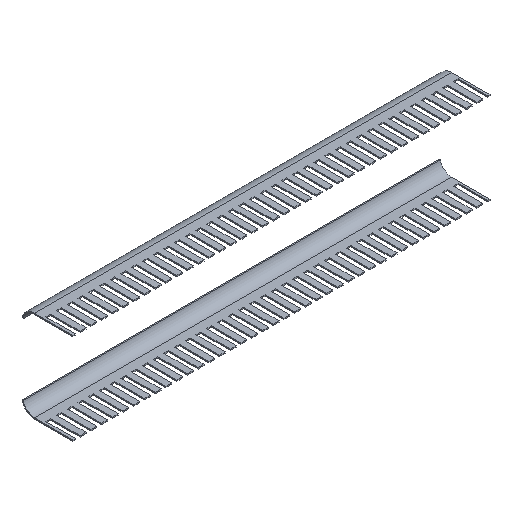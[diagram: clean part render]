
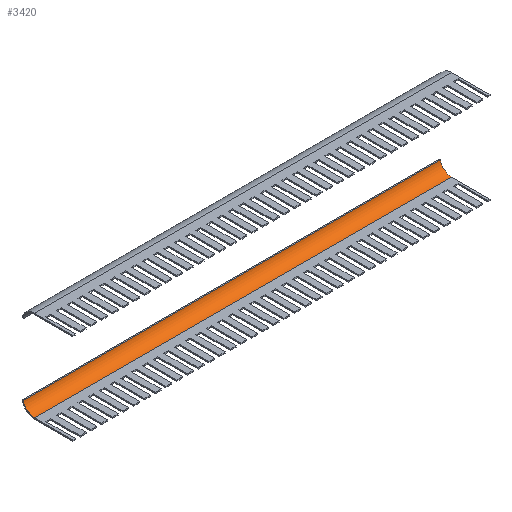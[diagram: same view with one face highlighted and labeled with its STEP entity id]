
A CAD part, isometric view. The second image highlights one B-rep face of the part: STEP entity #3420.
In plain terms, the highlighted cylindrical face has radius 20 mm (diameter 40 mm), a partial arc.
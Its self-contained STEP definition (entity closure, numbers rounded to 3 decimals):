
#3325=AXIS2_PLACEMENT_3D('Circle Axis2P3D',#3323,#3324,$) ;
#3407=AXIS2_PLACEMENT_3D('Cylinder Axis2P3D',#3404,#3405,#3406) ;
#3411=AXIS2_PLACEMENT_3D('Circle Axis2P3D',#3409,#3410,$) ;
#1422=CARTESIAN_POINT('Vertex',(700.,0.,64.065)) ;
#1425=CARTESIAN_POINT('Line Origine',(350.,0.,64.065)) ;
#1429=CARTESIAN_POINT('Vertex',(0.,0.,64.065)) ;
#3323=CARTESIAN_POINT('Axis2P3D Location',(0.,-20.,64.065)) ;
#3327=CARTESIAN_POINT('Vertex',(0.,-15.5,83.552)) ;
#3385=CARTESIAN_POINT('Line Origine',(350.,-15.5,83.552)) ;
#3389=CARTESIAN_POINT('Vertex',(700.,-15.5,83.552)) ;
#3404=CARTESIAN_POINT('Axis2P3D Location',(350.,-20.,64.065)) ;
#3409=CARTESIAN_POINT('Axis2P3D Location',(700.,-20.,64.065)) ;
#1426=DIRECTION('Vector Direction',(1.,0.,0.)) ;
#3324=DIRECTION('Axis2P3D Direction',(1.,0.,0.)) ;
#3386=DIRECTION('Vector Direction',(1.,0.,0.)) ;
#3405=DIRECTION('Axis2P3D Direction',(1.,0.,0.)) ;
#3406=DIRECTION('Axis2P3D XDirection',(0.,1.,0.)) ;
#3410=DIRECTION('Axis2P3D Direction',(1.,0.,0.)) ;
#1427=VECTOR('Line Direction',#1426,1.) ;
#3387=VECTOR('Line Direction',#3386,1.) ;
#3415=ORIENTED_EDGE('',*,*,#3391,.F.) ;
#3416=ORIENTED_EDGE('',*,*,#3329,.T.) ;
#3417=ORIENTED_EDGE('',*,*,#1431,.T.) ;
#3418=ORIENTED_EDGE('',*,*,#3413,.F.) ;
#3420=ADVANCED_FACE('Hauptk\X2\00F6\X0\rper',(#3419),#3408,.F.) ;
#3326=CIRCLE('generated circle',#3325,20.) ;
#3412=CIRCLE('generated circle',#3411,20.) ;
#3408=CYLINDRICAL_SURFACE('generated cylinder',#3407,20.) ;
#1431=EDGE_CURVE('',#1430,#1423,#1428,.T.) ;
#3329=EDGE_CURVE('',#3328,#1430,#3326,.F.) ;
#3391=EDGE_CURVE('',#3328,#3390,#3388,.T.) ;
#3413=EDGE_CURVE('',#3390,#1423,#3412,.F.) ;
#3414=EDGE_LOOP('',(#3415,#3416,#3417,#3418)) ;
#3419=FACE_OUTER_BOUND('',#3414,.T.) ;
#1428=LINE('Line',#1425,#1427) ;
#3388=LINE('Line',#3385,#3387) ;
#1423=VERTEX_POINT('',#1422) ;
#1430=VERTEX_POINT('',#1429) ;
#3328=VERTEX_POINT('',#3327) ;
#3390=VERTEX_POINT('',#3389) ;
